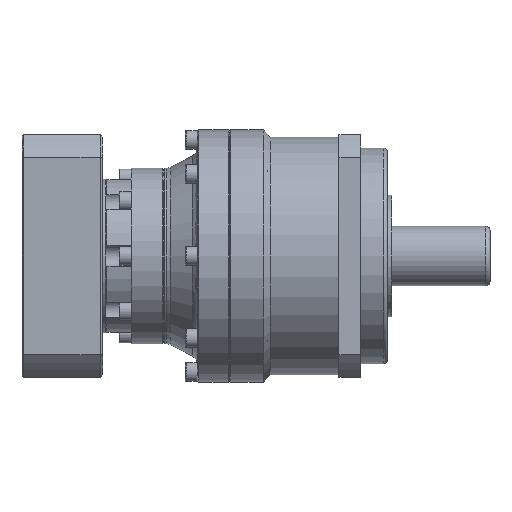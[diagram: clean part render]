
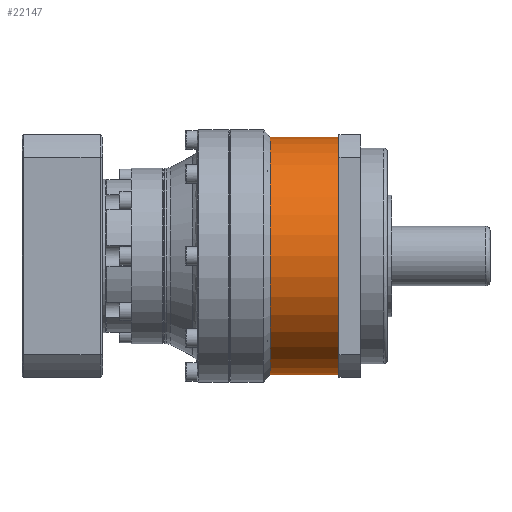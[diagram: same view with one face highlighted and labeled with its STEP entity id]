
A CAD part, front view. The second image highlights one B-rep face of the part: STEP entity #22147.
In plain terms, the highlighted cylindrical face has radius 44 mm (diameter 88 mm), a partial arc.
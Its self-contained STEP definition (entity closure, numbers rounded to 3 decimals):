
#544 = LINE ( 'NONE', #15669, #10918 ) ;
#1220 = EDGE_CURVE ( 'NONE', #25530, #5627, #4363, .T. ) ;
#1274 = FACE_OUTER_BOUND ( 'NONE', #22783, .T. ) ;
#1987 = VECTOR ( 'NONE', #9793, 1000. ) ;
#2743 = AXIS2_PLACEMENT_3D ( 'NONE', #6562, #20999, #8654 ) ;
#4363 = CIRCLE ( 'NONE', #9762, 44. ) ;
#4506 = EDGE_CURVE ( 'NONE', #5627, #21725, #544, .T. ) ;
#4865 = ORIENTED_EDGE ( 'NONE', *, *, #4506, .T. ) ;
#5627 = VERTEX_POINT ( 'NONE', #18770 ) ;
#5901 = AXIS2_PLACEMENT_3D ( 'NONE', #16214, #24903, #12416 ) ;
#6562 = CARTESIAN_POINT ( 'NONE',  ( -81.5, 0., 0. ) ) ;
#8654 = DIRECTION ( 'NONE',  ( 0., 0., 1. ) ) ;
#8918 = EDGE_CURVE ( 'NONE', #25530, #15570, #18487, .T. ) ;
#9762 = AXIS2_PLACEMENT_3D ( 'NONE', #26857, #26769, #26126 ) ;
#9793 = DIRECTION ( 'NONE',  ( -1., 0., 0. ) ) ;
#10918 = VECTOR ( 'NONE', #17434, 1000. ) ;
#11158 = CARTESIAN_POINT ( 'NONE',  ( -56., 0., -44. ) ) ;
#11843 = CARTESIAN_POINT ( 'NONE',  ( -68.75, 0., -44. ) ) ;
#11932 = ORIENTED_EDGE ( 'NONE', *, *, #21882, .T. ) ;
#12416 = DIRECTION ( 'NONE',  ( 0., 0., 1. ) ) ;
#12828 = ORIENTED_EDGE ( 'NONE', *, *, #1220, .T. ) ;
#15570 = VERTEX_POINT ( 'NONE', #22965 ) ;
#15669 = CARTESIAN_POINT ( 'NONE',  ( -68.75, 0., 44. ) ) ;
#16214 = CARTESIAN_POINT ( 'NONE',  ( -68.75, 0., 0. ) ) ;
#17434 = DIRECTION ( 'NONE',  ( -1., 0., 0. ) ) ;
#18487 = LINE ( 'NONE', #11843, #1987 ) ;
#18767 = CIRCLE ( 'NONE', #2743, 44. ) ;
#18770 = CARTESIAN_POINT ( 'NONE',  ( -56., 0., 44. ) ) ;
#20067 = CYLINDRICAL_SURFACE ( 'NONE', #5901, 44. ) ;
#20284 = CARTESIAN_POINT ( 'NONE',  ( -81.5, 0., 44. ) ) ;
#20999 = DIRECTION ( 'NONE',  ( 1., 0., 0. ) ) ;
#21725 = VERTEX_POINT ( 'NONE', #20284 ) ;
#21882 = EDGE_CURVE ( 'NONE', #21725, #15570, #18767, .T. ) ;
#22147 = ADVANCED_FACE ( 'NONE', ( #1274 ), #20067, .T. ) ;
#22783 = EDGE_LOOP ( 'NONE', ( #24170, #12828, #4865, #11932 ) ) ;
#22965 = CARTESIAN_POINT ( 'NONE',  ( -81.5, 0., -44. ) ) ;
#24170 = ORIENTED_EDGE ( 'NONE', *, *, #8918, .F. ) ;
#24903 = DIRECTION ( 'NONE',  ( -1., 0., 0. ) ) ;
#25530 = VERTEX_POINT ( 'NONE', #11158 ) ;
#26126 = DIRECTION ( 'NONE',  ( 0., 0., 1. ) ) ;
#26769 = DIRECTION ( 'NONE',  ( -1., 0., 0. ) ) ;
#26857 = CARTESIAN_POINT ( 'NONE',  ( -56., 0., 0. ) ) ;
